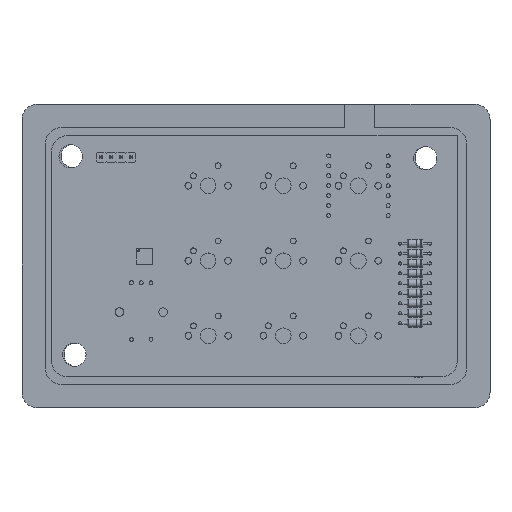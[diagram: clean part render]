
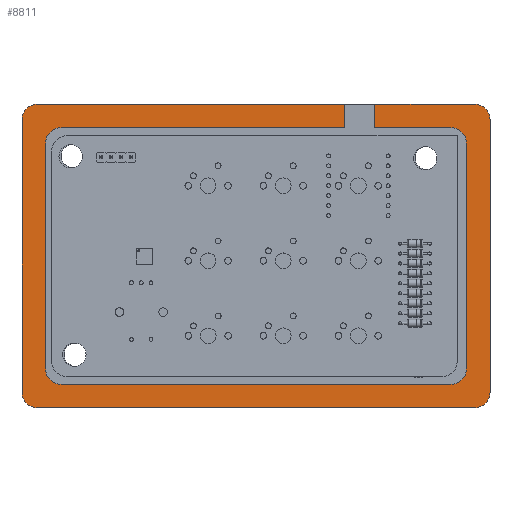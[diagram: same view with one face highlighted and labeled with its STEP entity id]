
A CAD part, top view. The second image highlights one B-rep face of the part: STEP entity #8811.
In plain terms, the highlighted planar face has unit normal (0, 0, 1).
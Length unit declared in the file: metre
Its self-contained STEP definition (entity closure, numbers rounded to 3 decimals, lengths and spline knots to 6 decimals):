
#11=LINE('',#13687,#739);
#14=LINE('',#13693,#742);
#18=LINE('',#13702,#746);
#23=LINE('',#13717,#751);
#26=LINE('',#13726,#754);
#31=LINE('',#13741,#759);
#36=LINE('',#13756,#764);
#40=LINE('',#13768,#768);
#45=LINE('',#13783,#773);
#48=LINE('',#13792,#776);
#52=LINE('',#13801,#780);
#53=LINE('',#13802,#781);
#739=VECTOR('',#11047,1.);
#742=VECTOR('',#11052,1.);
#746=VECTOR('',#11058,1.);
#751=VECTOR('',#11071,1.);
#754=VECTOR('',#11082,1.);
#759=VECTOR('',#11095,1.);
#764=VECTOR('',#11108,1.);
#768=VECTOR('',#11120,1.);
#773=VECTOR('',#11133,1.);
#776=VECTOR('',#11144,1.);
#780=VECTOR('',#11158,1.);
#781=VECTOR('',#11159,1.);
#2039=ORIENTED_EDGE('',*,*,#4243,.F.);
#2040=ORIENTED_EDGE('',*,*,#4205,.F.);
#2041=ORIENTED_EDGE('',*,*,#4209,.T.);
#2042=ORIENTED_EDGE('',*,*,#4212,.T.);
#2043=ORIENTED_EDGE('',*,*,#4239,.T.);
#2044=ORIENTED_EDGE('',*,*,#4193,.T.);
#2045=ORIENTED_EDGE('',*,*,#4197,.T.);
#2046=ORIENTED_EDGE('',*,*,#4200,.F.);
#2047=ORIENTED_EDGE('',*,*,#4203,.T.);
#2048=ORIENTED_EDGE('',*,*,#4186,.F.);
#2049=ORIENTED_EDGE('',*,*,#4244,.T.);
#2050=ORIENTED_EDGE('',*,*,#4189,.T.);
#2051=ORIENTED_EDGE('',*,*,#4234,.F.);
#2052=ORIENTED_EDGE('',*,*,#4237,.F.);
#2053=ORIENTED_EDGE('',*,*,#4215,.F.);
#2054=ORIENTED_EDGE('',*,*,#4219,.F.);
#2055=ORIENTED_EDGE('',*,*,#4222,.F.);
#2056=ORIENTED_EDGE('',*,*,#4225,.T.);
#2057=ORIENTED_EDGE('',*,*,#4228,.F.);
#2058=ORIENTED_EDGE('',*,*,#4232,.T.);
#4186=EDGE_CURVE('',#5317,#5319,#11,.T.);
#4189=EDGE_CURVE('',#5321,#5322,#14,.T.);
#4193=EDGE_CURVE('',#5325,#5326,#18,.T.);
#4197=EDGE_CURVE('',#5326,#5329,#6167,.T.);
#4200=EDGE_CURVE('',#5331,#5329,#23,.T.);
#4203=EDGE_CURVE('',#5331,#5319,#6169,.T.);
#4205=EDGE_CURVE('',#5333,#5334,#26,.T.);
#4209=EDGE_CURVE('',#5333,#5337,#6171,.T.);
#4212=EDGE_CURVE('',#5337,#5339,#31,.T.);
#4215=EDGE_CURVE('',#5341,#5342,#6173,.T.);
#4219=EDGE_CURVE('',#5345,#5341,#36,.T.);
#4222=EDGE_CURVE('',#5347,#5345,#6175,.T.);
#4225=EDGE_CURVE('',#5347,#5349,#40,.T.);
#4228=EDGE_CURVE('',#5351,#5349,#6177,.T.);
#4232=EDGE_CURVE('',#5351,#5353,#45,.T.);
#4234=EDGE_CURVE('',#5355,#5322,#6179,.T.);
#4237=EDGE_CURVE('',#5342,#5355,#48,.T.);
#4239=EDGE_CURVE('',#5339,#5325,#6181,.T.);
#4243=EDGE_CURVE('',#5334,#5353,#52,.T.);
#4244=EDGE_CURVE('',#5317,#5321,#53,.T.);
#5317=VERTEX_POINT('',#13685);
#5319=VERTEX_POINT('',#13688);
#5321=VERTEX_POINT('',#13694);
#5322=VERTEX_POINT('',#13695);
#5325=VERTEX_POINT('',#13703);
#5326=VERTEX_POINT('',#13704);
#5329=VERTEX_POINT('',#13712);
#5331=VERTEX_POINT('',#13718);
#5333=VERTEX_POINT('',#13727);
#5334=VERTEX_POINT('',#13728);
#5337=VERTEX_POINT('',#13736);
#5339=VERTEX_POINT('',#13742);
#5341=VERTEX_POINT('',#13748);
#5342=VERTEX_POINT('',#13749);
#5345=VERTEX_POINT('',#13757);
#5347=VERTEX_POINT('',#13763);
#5349=VERTEX_POINT('',#13769);
#5351=VERTEX_POINT('',#13775);
#5353=VERTEX_POINT('',#13781);
#5355=VERTEX_POINT('',#13787);
#6167=CIRCLE('',#10014,0.004);
#6169=CIRCLE('',#10018,0.004);
#6171=CIRCLE('',#10022,0.004);
#6173=CIRCLE('',#10026,0.004);
#6175=CIRCLE('',#10030,0.004);
#6177=CIRCLE('',#10034,0.004);
#6179=CIRCLE('',#10038,0.004);
#6181=CIRCLE('',#10042,0.004);
#6616=EDGE_LOOP('',(#2039,#2040,#2041,#2042,#2043,#2044,#2045,#2046,#2047,
#2048,#2049,#2050,#2051,#2052,#2053,#2054,#2055,#2056,#2057,#2058));
#7566=FACE_BOUND('',#6616,.T.);
#8466=PLANE('',#10045);
#8811=ADVANCED_FACE('',(#7566),#8466,.T.);
#10014=AXIS2_PLACEMENT_3D('',#13711,#11064,#11065);
#10018=AXIS2_PLACEMENT_3D('',#13723,#11076,#11077);
#10022=AXIS2_PLACEMENT_3D('',#13735,#11088,#11089);
#10026=AXIS2_PLACEMENT_3D('',#13747,#11100,#11101);
#10030=AXIS2_PLACEMENT_3D('',#13762,#11113,#11114);
#10034=AXIS2_PLACEMENT_3D('',#13774,#11125,#11126);
#10038=AXIS2_PLACEMENT_3D('',#13786,#11137,#11138);
#10042=AXIS2_PLACEMENT_3D('',#13795,#11148,#11149);
#10045=AXIS2_PLACEMENT_3D('',#13800,#11156,#11157);
#11047=DIRECTION('',(1.,0.,0.));
#11052=DIRECTION('',(1.,0.,0.));
#11058=DIRECTION('',(1.,0.,0.));
#11064=DIRECTION('',(0.,0.,1.));
#11065=DIRECTION('',(1.,0.,0.));
#11071=DIRECTION('',(0.,-1.,0.));
#11076=DIRECTION('',(0.,0.,1.));
#11077=DIRECTION('',(1.,0.,0.));
#11082=DIRECTION('',(1.,0.,0.));
#11088=DIRECTION('',(0.,0.,1.));
#11089=DIRECTION('',(1.,0.,0.));
#11095=DIRECTION('',(0.,-1.,0.));
#11100=DIRECTION('',(0.,0.,1.));
#11101=DIRECTION('',(1.,0.,0.));
#11108=DIRECTION('',(1.,0.,0.));
#11113=DIRECTION('',(0.,0.,1.));
#11114=DIRECTION('',(1.,0.,0.));
#11120=DIRECTION('',(0.,1.,0.));
#11125=DIRECTION('',(0.,0.,1.));
#11126=DIRECTION('',(1.,0.,0.));
#11133=DIRECTION('',(1.,0.,0.));
#11137=DIRECTION('',(0.,0.,1.));
#11138=DIRECTION('',(1.,0.,0.));
#11144=DIRECTION('',(0.,1.,0.));
#11148=DIRECTION('',(0.,0.,1.));
#11149=DIRECTION('',(1.,0.,0.));
#11156=DIRECTION('',(0.,0.,1.));
#11157=DIRECTION('',(1.,0.,0.));
#11158=DIRECTION('',(0.,-1.,0.));
#11159=DIRECTION('',(0.,-1.,0.));
#13685=CARTESIAN_POINT('',(0.023013,0.04002,0.0016));
#13687=CARTESIAN_POINT('',(-0.007367,0.04002,0.0016));
#13688=CARTESIAN_POINT('',(0.04847,0.04002,0.0016));
#13693=CARTESIAN_POINT('',(-0.007367,0.03402,0.0016));
#13694=CARTESIAN_POINT('',(0.023013,0.03402,0.0016));
#13695=CARTESIAN_POINT('',(0.04247,0.03402,0.0016));
#13702=CARTESIAN_POINT('',(-0.007367,-0.03767,0.0016));
#13703=CARTESIAN_POINT('',(-0.063205,-0.03767,0.0016));
#13704=CARTESIAN_POINT('',(0.04847,-0.03767,0.0016));
#13711=CARTESIAN_POINT('',(0.04847,-0.03367,0.0016));
#13712=CARTESIAN_POINT('',(0.05247,-0.03367,0.0016));
#13717=CARTESIAN_POINT('',(0.05247,0.001175,0.0016));
#13718=CARTESIAN_POINT('',(0.05247,0.03602,0.0016));
#13723=CARTESIAN_POINT('',(0.04847,0.03602,0.0016));
#13726=CARTESIAN_POINT('',(-0.007367,0.04002,0.0016));
#13727=CARTESIAN_POINT('',(-0.063205,0.04002,0.0016));
#13728=CARTESIAN_POINT('',(0.015388,0.04002,0.0016));
#13735=CARTESIAN_POINT('',(-0.063205,0.03602,0.0016));
#13736=CARTESIAN_POINT('',(-0.067205,0.03602,0.0016));
#13741=CARTESIAN_POINT('',(-0.067205,0.001175,0.0016));
#13742=CARTESIAN_POINT('',(-0.067205,-0.03367,0.0016));
#13747=CARTESIAN_POINT('',(0.04247,-0.02767,0.0016));
#13748=CARTESIAN_POINT('',(0.04247,-0.03167,0.0016));
#13749=CARTESIAN_POINT('',(0.04647,-0.02767,0.0016));
#13756=CARTESIAN_POINT('',(-0.007367,-0.03167,0.0016));
#13757=CARTESIAN_POINT('',(-0.057205,-0.03167,0.0016));
#13762=CARTESIAN_POINT('',(-0.057205,-0.02767,0.0016));
#13763=CARTESIAN_POINT('',(-0.061205,-0.02767,0.0016));
#13768=CARTESIAN_POINT('',(-0.061205,0.001175,0.0016));
#13769=CARTESIAN_POINT('',(-0.061205,0.03002,0.0016));
#13774=CARTESIAN_POINT('',(-0.057205,0.03002,0.0016));
#13775=CARTESIAN_POINT('',(-0.057205,0.03402,0.0016));
#13781=CARTESIAN_POINT('',(0.015388,0.03402,0.0016));
#13783=CARTESIAN_POINT('',(-0.007367,0.03402,0.0016));
#13786=CARTESIAN_POINT('',(0.04247,0.03002,0.0016));
#13787=CARTESIAN_POINT('',(0.04647,0.03002,0.0016));
#13792=CARTESIAN_POINT('',(0.04647,0.001175,0.0016));
#13795=CARTESIAN_POINT('',(-0.063205,-0.03367,0.0016));
#13800=CARTESIAN_POINT('',(-0.007367,0.001175,0.0016));
#13801=CARTESIAN_POINT('',(0.015388,0.001175,0.0016));
#13802=CARTESIAN_POINT('',(0.023013,0.001175,0.0016));
